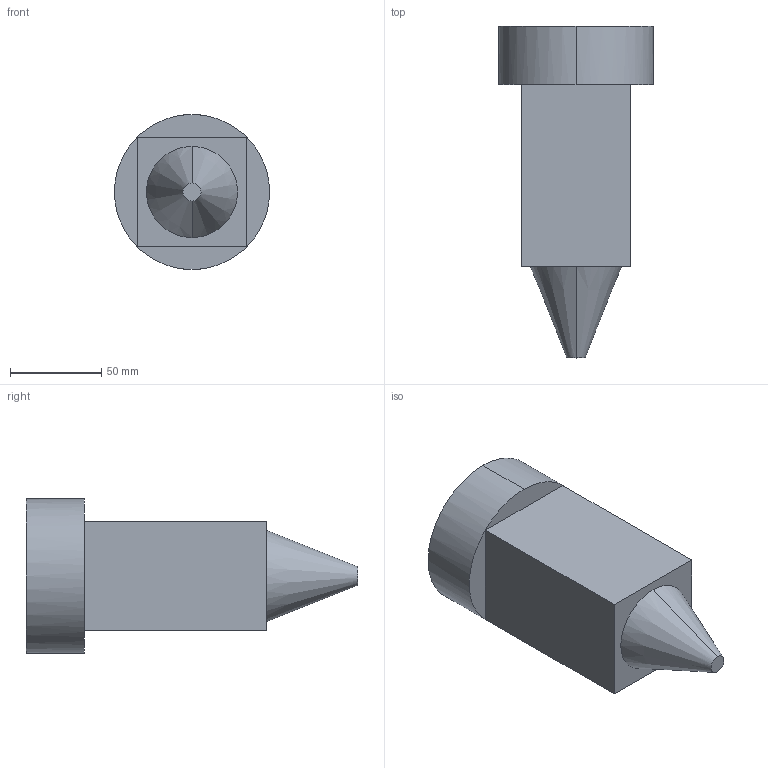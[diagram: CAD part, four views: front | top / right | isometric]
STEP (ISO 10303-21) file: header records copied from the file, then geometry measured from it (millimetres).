
FILE_DESCRIPTION (( 'STEP AP214' ), '1' );
FILE_NAME ('Cone-Part.STEP', '2024-12-14T11:19:15', ( '' ), ( '' ), 'SwSTEP 2.0', 'SolidWorks 2018', '' );
FILE_SCHEMA (( 'AUTOMOTIVE_DESIGN' ));
Length unit declared in the file: millimetre
Products named in the file (1): Cone-Part
Bounding box: 85 x 182 x 85 mm (x, y, z)
Volume: 431166 mm3; surface area: 55217.5 mm2
Topology: 1 solids, 1 shells, 198 faces, 549 edges, 366 vertices
Faces by surface type: plane 120, bspline 72, cylinder 4, cone 2
Entity records: 9006 total; most frequent: CARTESIAN_POINT 4242, ORIENTED_EDGE 1098, DIRECTION 671, EDGE_CURVE 549, LINE 393, VECTOR 393, VERTEX_POINT 366, EDGE_LOOP 211
